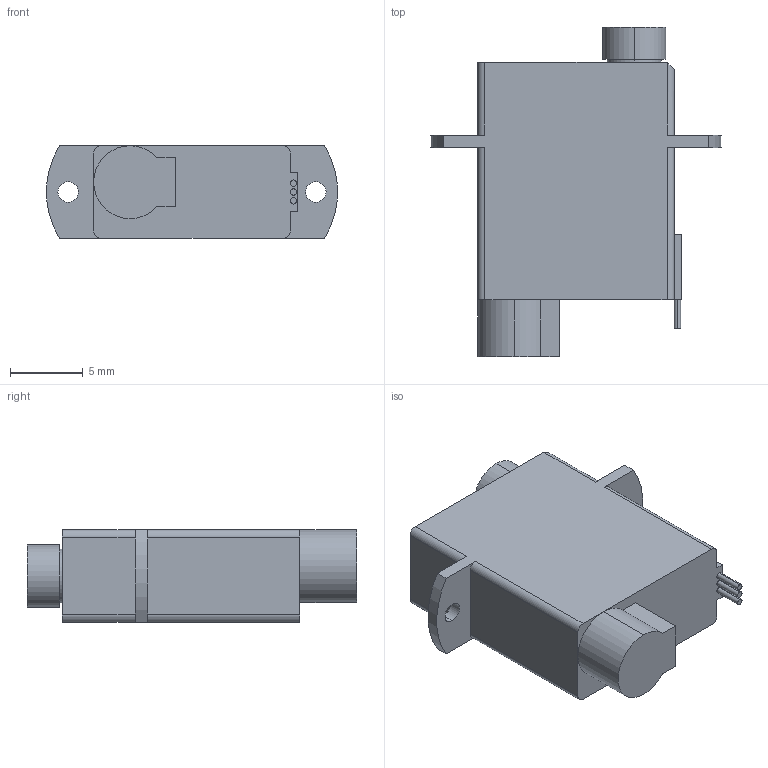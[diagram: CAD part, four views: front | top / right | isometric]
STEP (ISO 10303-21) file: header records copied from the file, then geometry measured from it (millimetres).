
FILE_DESCRIPTION (( 'STEP AP214' ), '1' );
FILE_NAME ('Servo5330.STEP', '2019-09-17T04:48:32', ( '' ), ( '' ), 'SwSTEP 2.0', 'SolidWorks 2017', '' );
FILE_SCHEMA (( 'AUTOMOTIVE_DESIGN' ));
Length unit declared in the file: millimetre
Products named in the file (1): Servo5330
Bounding box: 19.96 x 22.6 x 6.35 mm (x, y, z)
Volume: 1550.9 mm3; surface area: 1013.1 mm2
Topology: 1 solids, 1 shells, 54 faces, 136 edges, 89 vertices
Faces by surface type: cylinder 27, plane 27
Entity records: 1675 total; most frequent: DIRECTION 297, CARTESIAN_POINT 286, ORIENTED_EDGE 272, EDGE_CURVE 136, AXIS2_PLACEMENT_3D 108, VERTEX_POINT 89, LINE 81, VECTOR 81
